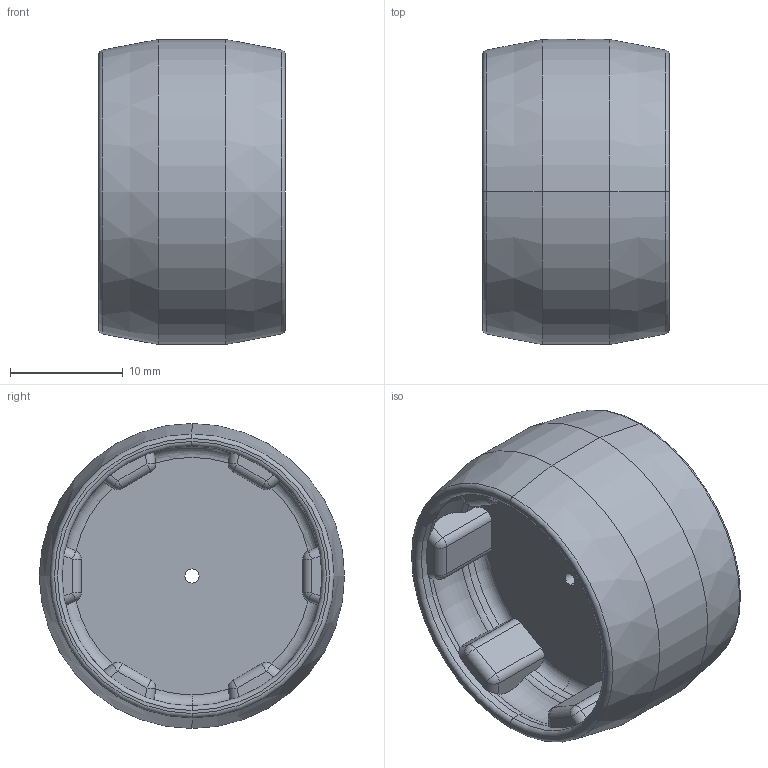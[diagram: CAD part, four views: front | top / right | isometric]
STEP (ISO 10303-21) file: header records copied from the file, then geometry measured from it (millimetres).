
FILE_DESCRIPTION (( 'STEP AP214' ), '1' );
FILE_NAME ('foot_structure.STEP', '2020-05-13T12:59:05', ( '' ), ( '' ), 'SwSTEP 2.0', 'SolidWorks 2017', '' );
FILE_SCHEMA (( 'AUTOMOTIVE_DESIGN' ));
Length unit declared in the file: millimetre
Products named in the file (1): foot_structure
Bounding box: 16.5 x 27 x 27 mm (x, y, z)
Volume: 3172.3 mm3; surface area: 3563 mm2
Topology: 1 solids, 1 shells, 237 faces, 627 edges, 379 vertices
Faces by surface type: cylinder 88, torus 64, plane 53, sphere 28, cone 4
Entity records: 7840 total; most frequent: CARTESIAN_POINT 2224, ORIENTED_EDGE 1206, DIRECTION 1166, EDGE_CURVE 603, AXIS2_PLACEMENT_3D 495, VERTEX_POINT 371, CIRCLE 257, EDGE_LOOP 242
